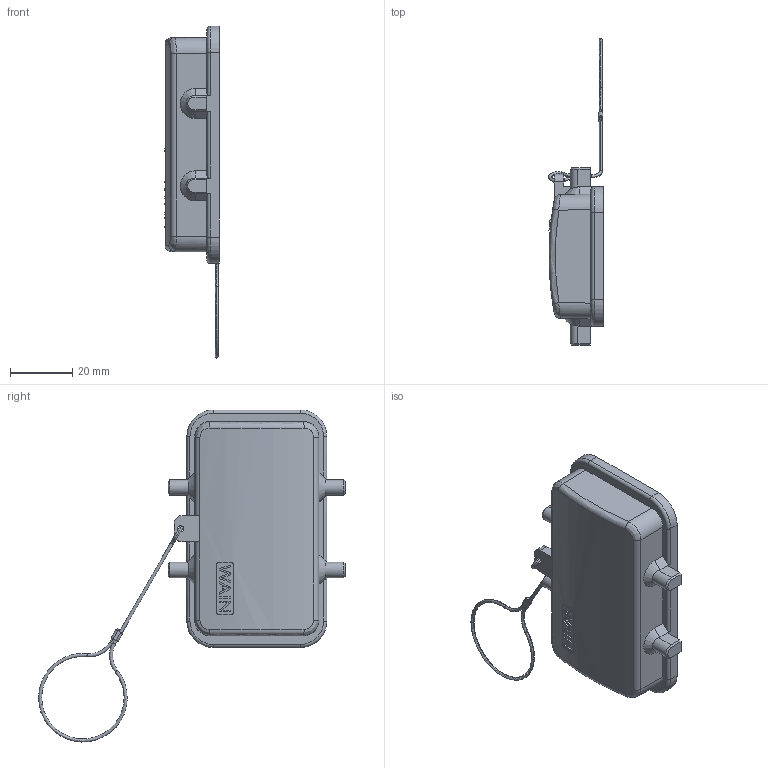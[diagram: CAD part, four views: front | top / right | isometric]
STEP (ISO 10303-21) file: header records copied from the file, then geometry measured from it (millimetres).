
FILE_DESCRIPTION((''),'2;1');
FILE_NAME('PRT0648','2019-09-12T',('zl.chen'),(''),'PRO/ENGINEER BY PARAMETRIC TECHNOLOGY CORPORATION, 2013430','PRO/ENGINEER BY PARAMETRIC TECHNOLOGY CORPORATION, 2013430','');
FILE_SCHEMA(('CONFIG_CONTROL_DESIGN','SHAPE_APPEARANCE_LAYERS_GROUPS'));
Length unit declared in the file: millimetre
Products named in the file (1): PRT0648
Bounding box: 17.65 x 98.69 x 106.81 mm (x, y, z)
Volume: 13645 mm3; surface area: 14183.7 mm2
Topology: 1 solids, 1 shells, 294 faces, 781 edges, 501 vertices
Faces by surface type: plane 132, cylinder 92, torus 32, cone 16, bspline 12, extrusion 10
Entity records: 10130 total; most frequent: CARTESIAN_POINT 2705, ORIENTED_EDGE 1562, DIRECTION 1431, EDGE_CURVE 781, AXIS2_PLACEMENT_3D 511, VERTEX_POINT 501, VECTOR 409, LINE 399
